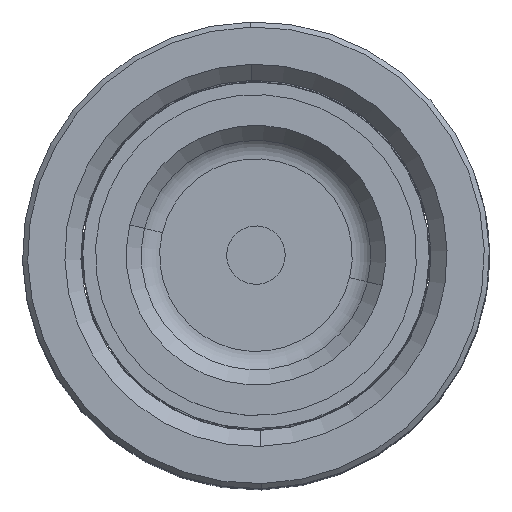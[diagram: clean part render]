
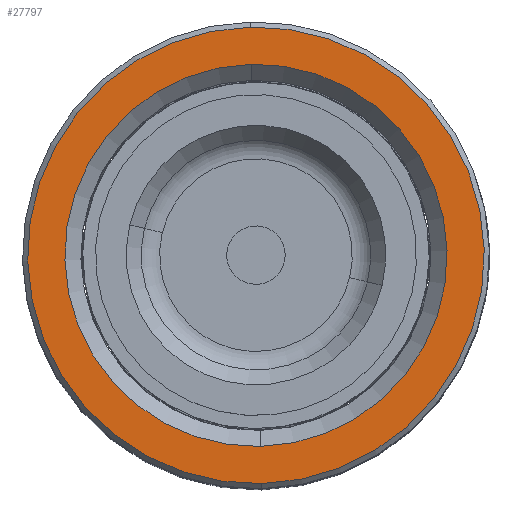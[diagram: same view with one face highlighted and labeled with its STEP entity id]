
A CAD part, top view. The second image highlights one B-rep face of the part: STEP entity #27797.
In plain terms, the highlighted planar face has unit normal (0, 0, 1).
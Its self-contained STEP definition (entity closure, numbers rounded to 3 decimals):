
#1192 = DIRECTION ( 'NONE',  ( 1., 0., 0. ) ) ;
#1703 = AXIS2_PLACEMENT_3D ( 'NONE', #16970, #34923, #6913 ) ;
#1911 = AXIS2_PLACEMENT_3D ( 'NONE', #11699, #38863, #11253 ) ;
#2642 = VERTEX_POINT ( 'NONE', #3726 ) ;
#3726 = CARTESIAN_POINT ( 'NONE',  ( 31.3, 0., 100. ) ) ;
#3819 = AXIS2_PLACEMENT_3D ( 'NONE', #7492, #8087, #32505 ) ;
#4111 = CARTESIAN_POINT ( 'NONE',  ( 0., 0., 100. ) ) ;
#4137 = VERTEX_POINT ( 'NONE', #38650 ) ;
#6913 = DIRECTION ( 'NONE',  ( 1., 0., 0. ) ) ;
#7492 = CARTESIAN_POINT ( 'NONE',  ( 0., 0., 100. ) ) ;
#8087 = DIRECTION ( 'NONE',  ( 0., 0., 1. ) ) ;
#8477 = CARTESIAN_POINT ( 'NONE',  ( -26.2, 0., 100. ) ) ;
#11253 = DIRECTION ( 'NONE',  ( 1., 0., 0. ) ) ;
#11699 = CARTESIAN_POINT ( 'NONE',  ( 0., 0., 100. ) ) ;
#12572 = VERTEX_POINT ( 'NONE', #38870 ) ;
#13392 = CIRCLE ( 'NONE', #13636, 31.3 ) ;
#13636 = AXIS2_PLACEMENT_3D ( 'NONE', #4111, #31557, #38851 ) ;
#15398 = EDGE_LOOP ( 'NONE', ( #22170, #39916 ) ) ;
#15523 = DIRECTION ( 'NONE',  ( 0., 0., 1. ) ) ;
#16970 = CARTESIAN_POINT ( 'NONE',  ( 0., 0., 100. ) ) ;
#21926 = CARTESIAN_POINT ( 'NONE',  ( 0., 0., 100. ) ) ;
#22170 = ORIENTED_EDGE ( 'NONE', *, *, #23015, .T. ) ;
#23015 = EDGE_CURVE ( 'NONE', #4137, #2642, #13392, .T. ) ;
#27797 = ADVANCED_FACE ( 'NONE', ( #33870, #40937 ), #35971, .T. ) ;
#29828 = EDGE_CURVE ( 'NONE', #12572, #34419, #44101, .T. ) ;
#30853 = EDGE_LOOP ( 'NONE', ( #44835, #33067 ) ) ;
#31557 = DIRECTION ( 'NONE',  ( 0., 0., 1. ) ) ;
#32505 = DIRECTION ( 'NONE',  ( 1., 0., 0. ) ) ;
#33067 = ORIENTED_EDGE ( 'NONE', *, *, #37644, .T. ) ;
#33870 = FACE_OUTER_BOUND ( 'NONE', #15398, .T. ) ;
#34419 = VERTEX_POINT ( 'NONE', #8477 ) ;
#34923 = DIRECTION ( 'NONE',  ( 0., 0., -1. ) ) ;
#35314 = AXIS2_PLACEMENT_3D ( 'NONE', #21926, #15523, #1192 ) ;
#35971 = PLANE ( 'NONE',  #3819 ) ;
#36993 = CIRCLE ( 'NONE', #1911, 26.2 ) ;
#37644 = EDGE_CURVE ( 'NONE', #34419, #12572, #36993, .T. ) ;
#38650 = CARTESIAN_POINT ( 'NONE',  ( -31.3, 0., 100. ) ) ;
#38851 = DIRECTION ( 'NONE',  ( 1., 0., 0. ) ) ;
#38863 = DIRECTION ( 'NONE',  ( 0., 0., -1. ) ) ;
#38870 = CARTESIAN_POINT ( 'NONE',  ( 26.2, 0., 100. ) ) ;
#39916 = ORIENTED_EDGE ( 'NONE', *, *, #42758, .T. ) ;
#40937 = FACE_BOUND ( 'NONE', #30853, .T. ) ;
#41988 = CIRCLE ( 'NONE', #35314, 31.3 ) ;
#42758 = EDGE_CURVE ( 'NONE', #2642, #4137, #41988, .T. ) ;
#44101 = CIRCLE ( 'NONE', #1703, 26.2 ) ;
#44835 = ORIENTED_EDGE ( 'NONE', *, *, #29828, .T. ) ;
